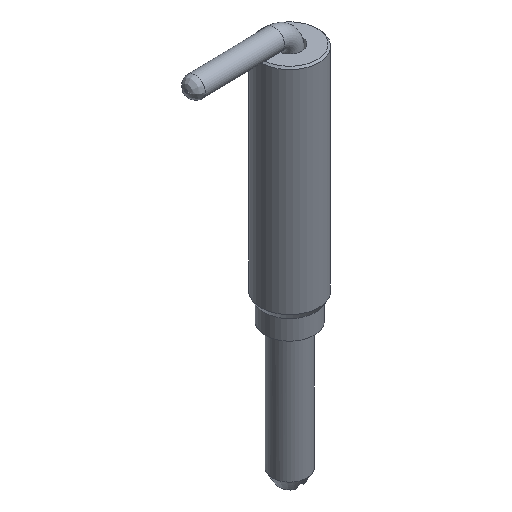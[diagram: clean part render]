
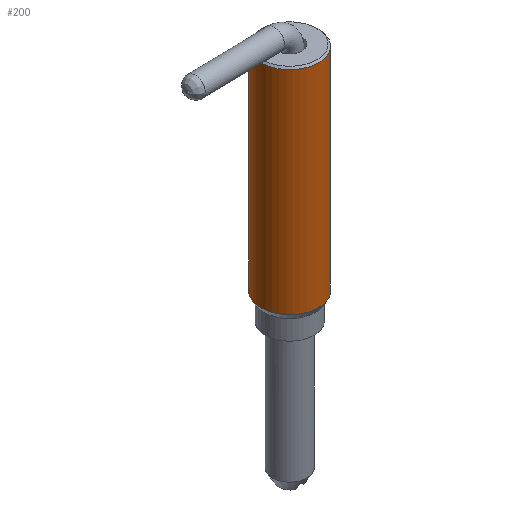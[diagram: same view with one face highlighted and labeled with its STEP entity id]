
A CAD part, isometric view. The second image highlights one B-rep face of the part: STEP entity #200.
In plain terms, the highlighted cylindrical face has radius 5 mm (diameter 10 mm), a full revolution.
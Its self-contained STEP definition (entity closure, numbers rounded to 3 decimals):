
#200=ADVANCED_FACE('',(#281,#282),#283,.T.);
#281=FACE_OUTER_BOUND('',#399,.T.);
#282=FACE_OUTER_BOUND('',#400,.T.);
#283=CYLINDRICAL_SURFACE('',#401,5.0);
#399=EDGE_LOOP('',(#558));
#400=EDGE_LOOP('',(#559));
#401=AXIS2_PLACEMENT_3D('',#560,#561,#562);
#558=ORIENTED_EDGE('',*,*,#597,.T.);
#559=ORIENTED_EDGE('',*,*,#604,.T.);
#560=CARTESIAN_POINT('',(0.0,0.0,38.0));
#561=DIRECTION('',(0.0,0.0,-1.0));
#562=DIRECTION('',(-1.0,0.0,0.0));
#597=EDGE_CURVE('',#655,#655,#656,.F.);
#604=EDGE_CURVE('',#669,#669,#670,.T.);
#655=VERTEX_POINT('',#770);
#656=CIRCLE('',#771,5.0);
#669=VERTEX_POINT('',#784);
#670=CIRCLE('',#785,5.0);
#770=CARTESIAN_POINT('',(5.0,0.,37.7));
#771=AXIS2_PLACEMENT_3D('',#847,#848,#849);
#784=CARTESIAN_POINT('',(5.0,0.0,1.0));
#785=AXIS2_PLACEMENT_3D('',#868,#869,#870);
#847=CARTESIAN_POINT('',(0.0,0.0,37.7));
#848=DIRECTION('',(0.0,0.0,1.0));
#849=DIRECTION('',(1.0,0.0,0.0));
#868=CARTESIAN_POINT('',(0.0,0.0,1.0));
#869=DIRECTION('',(0.0,0.0,1.0));
#870=DIRECTION('',(1.0,0.0,0.0));
